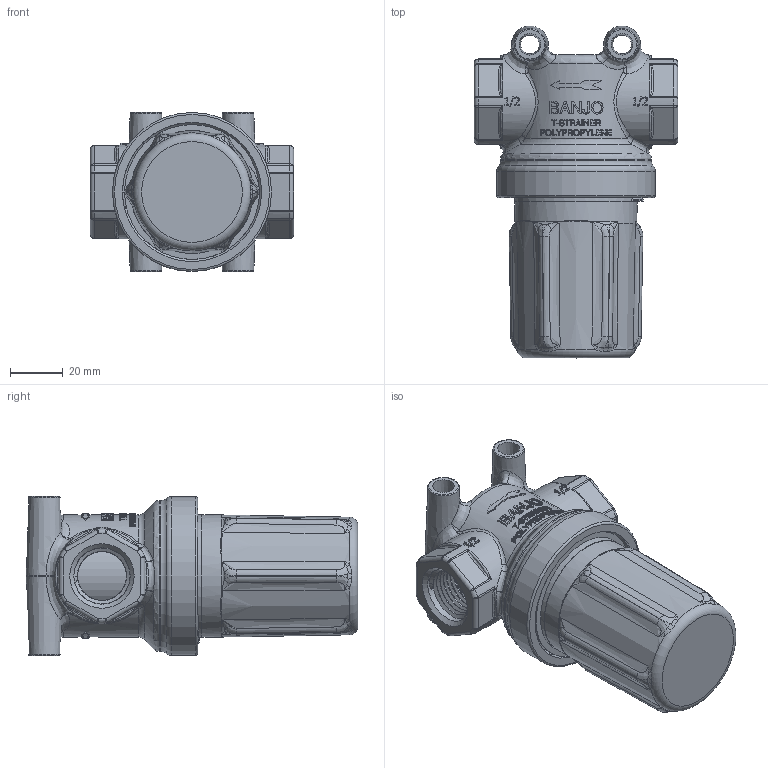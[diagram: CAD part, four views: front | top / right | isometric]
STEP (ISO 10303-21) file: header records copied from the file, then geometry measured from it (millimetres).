
FILE_DESCRIPTION(/* description */ ('1/2" T-STRAINER - 30 MESH'),/* implementation_level */ '2;1');
FILE_NAME(/* name */ 'LSTM050-30.stp',/* time_stamp */ '2023-07-25T11:02:47-04:00',/* author */ ('areid'),/* organization */ (''),/* preprocessor_version */ 'ST-DEVELOPER v18.1',/* originating_system */ 'Autodesk Inventor 2022',/* authorisation */ '');
FILE_SCHEMA (('AUTOMOTIVE_DESIGN { 1 0 10303 214 3 1 1 }'));
Products named in the file (5): LSTM050-30; LSTM050H; LSTM050G; LST530; LSTM050B
Assembly tree (4 placements, depth 2):
  LSTM050-30
    LSTM050H
    LSTM050G
    LST530
    LSTM050B
Bounding box: 76.96 x 125.65 x 60.2 mm (x, y, z)
Volume: 133932.9 mm3; surface area: 79638 mm2
Topology: 4 solids, 4 shells, 1387 faces, 3641 edges, 2307 vertices
Faces by surface type: plane 560, bspline 516, cylinder 190, torus 49, cone 45, sphere 27
Full cylindrical faces by diameter (mm): 18.542 x8, 20.32 x1, 23.812 x1, 27.965 x1, 30.734 x1, 39.624 x1, 39.7 x1, 46.228 x1, 46.558 x3, 47.244 x1, 47.269 x1, 48.044 x2, 51.057 x2, 52.654 x3, 57.15 x1, 60.198 x1
Entity records: 91633 total; most frequent: CARTESIAN_POINT 60537, ORIENTED_EDGE 7198, DIRECTION 5158, EDGE_CURVE 3599, VERTEX_POINT 2307, AXIS2_PLACEMENT_3D 1893, EDGE_LOOP 1486, FACE_OUTER_BOUND 1387
